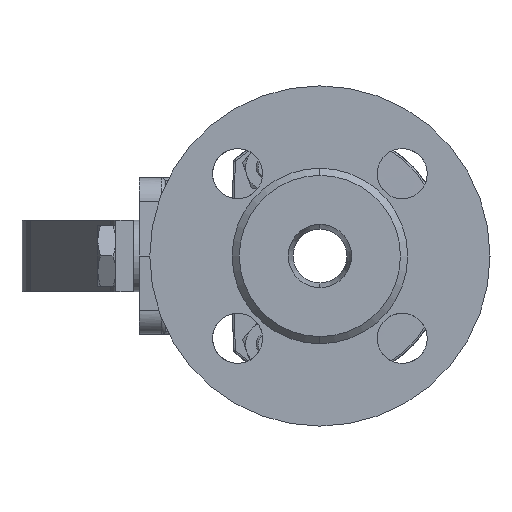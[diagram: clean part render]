
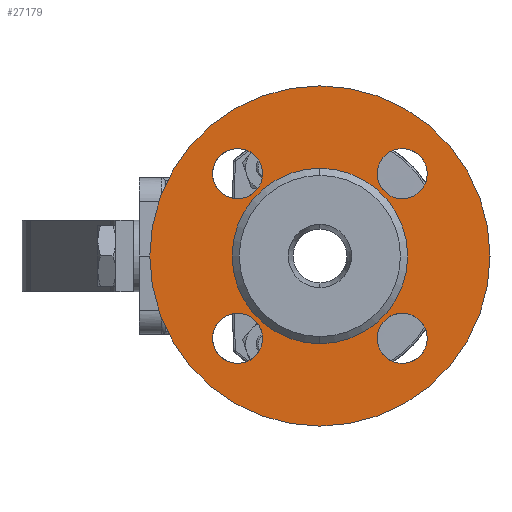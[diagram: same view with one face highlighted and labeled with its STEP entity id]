
A CAD part, left-side view. The second image highlights one B-rep face of the part: STEP entity #27179.
In plain terms, the highlighted planar face has unit normal (-1, 0, 0).
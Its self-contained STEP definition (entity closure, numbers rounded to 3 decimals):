
#14971 = CARTESIAN_POINT ( 'NONE',  ( -67.5, 0., -24.5 ) ) ;
#14973 = DIRECTION ( 'NONE',  ( 0., 0., -1. ) ) ;
#14974 = DIRECTION ( 'NONE',  ( 1., 0., 0. ) ) ;
#14975 = CARTESIAN_POINT ( 'NONE',  ( -67.5, 0., 0. ) ) ;
#14977 = AXIS2_PLACEMENT_3D ( 'NONE', #14975, #14974, #14973 ) ;
#14979 = CIRCLE ( 'NONE', #14977, 24.5 ) ;
#15014 = CARTESIAN_POINT ( 'NONE',  ( -67.5, 0., 24.5 ) ) ;
#15380 = CARTESIAN_POINT ( 'NONE',  ( -67.5, -22.981, -15.981 ) ) ;
#15496 = DIRECTION ( 'NONE',  ( 0., 0., 1. ) ) ;
#15498 = DIRECTION ( 'NONE',  ( 1., 0., 0. ) ) ;
#15500 = CARTESIAN_POINT ( 'NONE',  ( -67.5, -22.981, -22.981 ) ) ;
#15501 = AXIS2_PLACEMENT_3D ( 'NONE', #15500, #15498, #15496 ) ;
#15502 = CIRCLE ( 'NONE', #15501, 7. ) ;
#15508 = CARTESIAN_POINT ( 'NONE',  ( -67.5, -22.981, -29.981 ) ) ;
#16015 = CARTESIAN_POINT ( 'NONE',  ( -67.5, 22.981, 15.981 ) ) ;
#17168 = CARTESIAN_POINT ( 'NONE',  ( -67.5, 22.981, -29.981 ) ) ;
#17191 = CIRCLE ( 'NONE', #17404, 47.5 ) ;
#17217 = CARTESIAN_POINT ( 'NONE',  ( -67.5, 0., 47.5 ) ) ;
#17223 = CARTESIAN_POINT ( 'NONE',  ( -67.5, 22.981, -15.981 ) ) ;
#17224 = DIRECTION ( 'NONE',  ( 0., 0., 1. ) ) ;
#17225 = DIRECTION ( 'NONE',  ( 1., 0., 0. ) ) ;
#17226 = CARTESIAN_POINT ( 'NONE',  ( -67.5, 22.981, -22.981 ) ) ;
#17227 = AXIS2_PLACEMENT_3D ( 'NONE', #17226, #17225, #17224 ) ;
#17228 = CIRCLE ( 'NONE', #17227, 7. ) ;
#17274 = CIRCLE ( 'NONE', #17276, 7. ) ;
#17275 = CARTESIAN_POINT ( 'NONE',  ( -67.5, -22.981, 22.981 ) ) ;
#17276 = AXIS2_PLACEMENT_3D ( 'NONE', #17275, #17375, #17374 ) ;
#17277 = CARTESIAN_POINT ( 'NONE',  ( -67.5, -22.981, 15.981 ) ) ;
#17341 = CARTESIAN_POINT ( 'NONE',  ( -67.5, 22.981, 29.981 ) ) ;
#17342 = DIRECTION ( 'NONE',  ( 0., 0., 1. ) ) ;
#17343 = DIRECTION ( 'NONE',  ( 1., 0., 0. ) ) ;
#17344 = CARTESIAN_POINT ( 'NONE',  ( -67.5, 22.981, 22.981 ) ) ;
#17345 = AXIS2_PLACEMENT_3D ( 'NONE', #17344, #17343, #17342 ) ;
#17346 = CIRCLE ( 'NONE', #17345, 7. ) ;
#17374 = DIRECTION ( 'NONE',  ( 0., 0., 1. ) ) ;
#17375 = DIRECTION ( 'NONE',  ( 1., 0., 0. ) ) ;
#17376 = CARTESIAN_POINT ( 'NONE',  ( -67.5, -22.981, 29.981 ) ) ;
#17400 = CARTESIAN_POINT ( 'NONE',  ( -67.5, 0., -47.5 ) ) ;
#17401 = DIRECTION ( 'NONE',  ( 0., 0., 1. ) ) ;
#17402 = DIRECTION ( 'NONE',  ( -1., 0., 0. ) ) ;
#17403 = CARTESIAN_POINT ( 'NONE',  ( -67.5, 0., 0. ) ) ;
#17404 = AXIS2_PLACEMENT_3D ( 'NONE', #17403, #17402, #17401 ) ;
#23879 = VERTEX_POINT ( 'NONE', #15014 ) ;
#23898 = EDGE_CURVE ( 'NONE', #23899, #23879, #14979, .T. ) ;
#23899 = VERTEX_POINT ( 'NONE', #14971 ) ;
#23973 = VERTEX_POINT ( 'NONE', #15508 ) ;
#23975 = EDGE_CURVE ( 'NONE', #23976, #23973, #15502, .T. ) ;
#23976 = VERTEX_POINT ( 'NONE', #15380 ) ;
#24196 = VERTEX_POINT ( 'NONE', #16015 ) ;
#24432 = VERTEX_POINT ( 'NONE', #17277 ) ;
#24434 = EDGE_CURVE ( 'NONE', #24435, #24432, #17274, .T. ) ;
#24435 = VERTEX_POINT ( 'NONE', #17376 ) ;
#24465 = EDGE_CURVE ( 'NONE', #24466, #24196, #17346, .T. ) ;
#24466 = VERTEX_POINT ( 'NONE', #17341 ) ;
#24478 = VERTEX_POINT ( 'NONE', #17168 ) ;
#24480 = EDGE_CURVE ( 'NONE', #24481, #24478, #17228, .T. ) ;
#24481 = VERTEX_POINT ( 'NONE', #17223 ) ;
#24486 = VERTEX_POINT ( 'NONE', #17217 ) ;
#24497 = EDGE_CURVE ( 'NONE', #24486, #24498, #17191, .T. ) ;
#24498 = VERTEX_POINT ( 'NONE', #17400 ) ;
#26992 = EDGE_CURVE ( 'NONE', #24498, #24486, #36004, .T. ) ;
#27017 = EDGE_CURVE ( 'NONE', #24196, #24466, #35983, .T. ) ;
#27022 = EDGE_CURVE ( 'NONE', #23973, #23976, #35972, .T. ) ;
#27031 = EDGE_CURVE ( 'NONE', #24478, #24481, #35955, .T. ) ;
#27058 = EDGE_CURVE ( 'NONE', #24432, #24435, #35857, .T. ) ;
#27179 = ADVANCED_FACE ( 'NONE', ( #36968, #36967, #36966, #36965, #36964, #36963 ), #36962, .T. ) ;
#27180 = EDGE_LOOP ( 'NONE', ( #27714, #27666 ) ) ;
#27649 = ORIENTED_EDGE ( 'NONE', *, *, #27058, .T. ) ;
#27650 = EDGE_LOOP ( 'NONE', ( #27651, #27652 ) ) ;
#27651 = ORIENTED_EDGE ( 'NONE', *, *, #23898, .T. ) ;
#27652 = ORIENTED_EDGE ( 'NONE', *, *, #27704, .T. ) ;
#27657 = ORIENTED_EDGE ( 'NONE', *, *, #24465, .T. ) ;
#27660 = ORIENTED_EDGE ( 'NONE', *, *, #27022, .T. ) ;
#27661 = EDGE_LOOP ( 'NONE', ( #27657, #27716 ) ) ;
#27662 = EDGE_LOOP ( 'NONE', ( #27715, #27660 ) ) ;
#27663 = ORIENTED_EDGE ( 'NONE', *, *, #24434, .T. ) ;
#27666 = ORIENTED_EDGE ( 'NONE', *, *, #27031, .T. ) ;
#27667 = EDGE_LOOP ( 'NONE', ( #27663, #27649 ) ) ;
#27678 = EDGE_LOOP ( 'NONE', ( #27679, #27717 ) ) ;
#27679 = ORIENTED_EDGE ( 'NONE', *, *, #26992, .T. ) ;
#27704 = EDGE_CURVE ( 'NONE', #23879, #23899, #44582, .T. ) ;
#27714 = ORIENTED_EDGE ( 'NONE', *, *, #24480, .T. ) ;
#27715 = ORIENTED_EDGE ( 'NONE', *, *, #23975, .T. ) ;
#27716 = ORIENTED_EDGE ( 'NONE', *, *, #27017, .T. ) ;
#27717 = ORIENTED_EDGE ( 'NONE', *, *, #24497, .T. ) ;
#35854 = DIRECTION ( 'NONE',  ( 0., 0., 1. ) ) ;
#35855 = DIRECTION ( 'NONE',  ( 1., 0., 0. ) ) ;
#35856 = AXIS2_PLACEMENT_3D ( 'NONE', #35863, #35855, #35854 ) ;
#35857 = CIRCLE ( 'NONE', #35856, 7. ) ;
#35863 = CARTESIAN_POINT ( 'NONE',  ( -67.5, -22.981, 22.981 ) ) ;
#35951 = DIRECTION ( 'NONE',  ( 0., 0., 1. ) ) ;
#35952 = DIRECTION ( 'NONE',  ( 1., 0., 0. ) ) ;
#35953 = CARTESIAN_POINT ( 'NONE',  ( -67.5, 22.981, -22.981 ) ) ;
#35954 = AXIS2_PLACEMENT_3D ( 'NONE', #35953, #35952, #35951 ) ;
#35955 = CIRCLE ( 'NONE', #35954, 7. ) ;
#35968 = DIRECTION ( 'NONE',  ( 0., 0., 1. ) ) ;
#35969 = DIRECTION ( 'NONE',  ( 1., 0., 0. ) ) ;
#35970 = CARTESIAN_POINT ( 'NONE',  ( -67.5, -22.981, -22.981 ) ) ;
#35971 = AXIS2_PLACEMENT_3D ( 'NONE', #35970, #35969, #35968 ) ;
#35972 = CIRCLE ( 'NONE', #35971, 7. ) ;
#35979 = DIRECTION ( 'NONE',  ( 0., 0., 1. ) ) ;
#35980 = DIRECTION ( 'NONE',  ( 1., 0., 0. ) ) ;
#35981 = CARTESIAN_POINT ( 'NONE',  ( -67.5, 22.981, 22.981 ) ) ;
#35982 = AXIS2_PLACEMENT_3D ( 'NONE', #35981, #35980, #35979 ) ;
#35983 = CIRCLE ( 'NONE', #35982, 7. ) ;
#36001 = DIRECTION ( 'NONE',  ( 0., 0., 1. ) ) ;
#36002 = DIRECTION ( 'NONE',  ( -1., 0., 0. ) ) ;
#36003 = AXIS2_PLACEMENT_3D ( 'NONE', #36015, #36002, #36001 ) ;
#36004 = CIRCLE ( 'NONE', #36003, 47.5 ) ;
#36015 = CARTESIAN_POINT ( 'NONE',  ( -67.5, 0., 0. ) ) ;
#36957 = DIRECTION ( 'NONE',  ( 0., 0., 1. ) ) ;
#36958 = DIRECTION ( 'NONE',  ( -1., 0., 0. ) ) ;
#36959 = CARTESIAN_POINT ( 'NONE',  ( -67.5, 24.5, 0. ) ) ;
#36960 = AXIS2_PLACEMENT_3D ( 'NONE', #36959, #36958, #36957 ) ;
#36962 = PLANE ( 'NONE',  #36960 ) ;
#36963 = FACE_OUTER_BOUND ( 'NONE', #27678, .T. ) ;
#36964 = FACE_BOUND ( 'NONE', #27661, .T. ) ;
#36965 = FACE_BOUND ( 'NONE', #27662, .T. ) ;
#36966 = FACE_BOUND ( 'NONE', #27650, .T. ) ;
#36967 = FACE_BOUND ( 'NONE', #27667, .T. ) ;
#36968 = FACE_BOUND ( 'NONE', #27180, .T. ) ;
#44574 = CARTESIAN_POINT ( 'NONE',  ( -67.5, 0., 0. ) ) ;
#44579 = DIRECTION ( 'NONE',  ( 0., 0., -1. ) ) ;
#44580 = DIRECTION ( 'NONE',  ( 1., 0., 0. ) ) ;
#44581 = AXIS2_PLACEMENT_3D ( 'NONE', #44574, #44580, #44579 ) ;
#44582 = CIRCLE ( 'NONE', #44581, 24.5 ) ;
